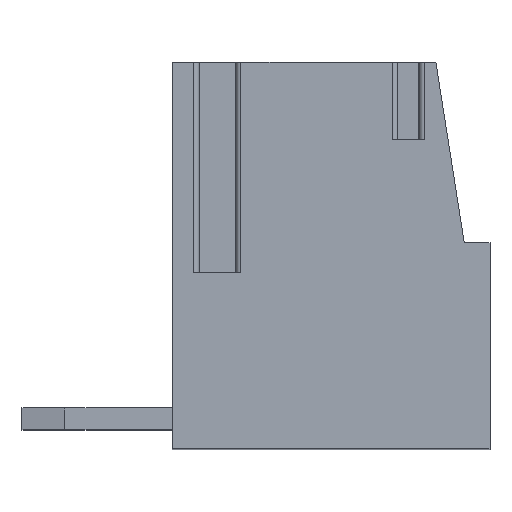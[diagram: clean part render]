
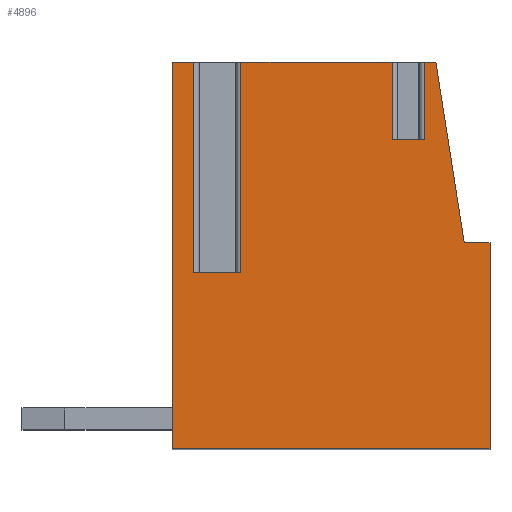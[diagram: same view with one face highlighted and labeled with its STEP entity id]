
A CAD part, top view. The second image highlights one B-rep face of the part: STEP entity #4896.
In plain terms, the highlighted planar face has unit normal (0, 0, 1).
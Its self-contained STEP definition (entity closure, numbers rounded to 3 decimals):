
#1541=DIRECTION('',(0.,1.,0.));
#1542=VECTOR('',#1541,1.8);
#1543=CARTESIAN_POINT('',(1.436,2.4,1.905));
#1544=LINE('',#1543,#1542);
#1545=DIRECTION('',(0.,1.,0.));
#1546=VECTOR('',#1545,1.8);
#1547=CARTESIAN_POINT('',(2.164,2.4,1.905));
#1548=LINE('',#1547,#1546);
#1549=DIRECTION('',(-1.,0.,0.));
#1550=VECTOR('',#1549,0.276);
#1551=CARTESIAN_POINT('',(2.44,4.2,1.905));
#1552=LINE('',#1551,#1550);
#1553=DIRECTION('',(-0.155,0.988,0.));
#1554=VECTOR('',#1553,4.252);
#1555=CARTESIAN_POINT('',(3.1,0.,1.905));
#1556=LINE('',#1555,#1554);
#1557=DIRECTION('',(-1.,0.,0.));
#1558=VECTOR('',#1557,0.6);
#1559=CARTESIAN_POINT('',(3.7,0.,1.905));
#1560=LINE('',#1559,#1558);
#1561=DIRECTION('',(0.,1.,0.));
#1562=VECTOR('',#1561,4.8);
#1563=CARTESIAN_POINT('',(3.7,-4.8,1.905));
#1564=LINE('',#1563,#1562);
#1565=DIRECTION('',(1.,0.,0.));
#1566=VECTOR('',#1565,7.4);
#1567=CARTESIAN_POINT('',(-3.7,-4.8,1.905));
#1568=LINE('',#1567,#1566);
#1569=DIRECTION('',(0.,-1.,0.));
#1570=VECTOR('',#1569,9.);
#1571=CARTESIAN_POINT('',(-3.7,4.2,1.905));
#1572=LINE('',#1571,#1570);
#1573=DIRECTION('',(-1.,0.,0.));
#1574=VECTOR('',#1573,0.504);
#1575=CARTESIAN_POINT('',(-3.196,4.2,1.905));
#1576=LINE('',#1575,#1574);
#1577=DIRECTION('',(0.,1.,0.));
#1578=VECTOR('',#1577,4.9);
#1579=CARTESIAN_POINT('',(-3.196,-0.7,1.905));
#1580=LINE('',#1579,#1578);
#1581=DIRECTION('',(-1.,0.,0.));
#1582=VECTOR('',#1581,1.093);
#1583=CARTESIAN_POINT('',(-2.104,-0.7,1.905));
#1584=LINE('',#1583,#1582);
#1585=DIRECTION('',(0.,1.,0.));
#1586=VECTOR('',#1585,4.9);
#1587=CARTESIAN_POINT('',(-2.104,-0.7,1.905));
#1588=LINE('',#1587,#1586);
#1589=DIRECTION('',(-1.,0.,0.));
#1590=VECTOR('',#1589,3.54);
#1591=CARTESIAN_POINT('',(1.436,4.2,1.905));
#1592=LINE('',#1591,#1590);
#1602=DIRECTION('',(1.,0.,0.));
#1603=VECTOR('',#1602,0.728);
#1604=CARTESIAN_POINT('',(1.436,2.4,1.905));
#1605=LINE('',#1604,#1603);
#2141=CARTESIAN_POINT('',(3.7,0.,1.905));
#2142=CARTESIAN_POINT('',(3.1,0.,1.905));
#2143=VERTEX_POINT('',#2141);
#2144=VERTEX_POINT('',#2142);
#2145=CARTESIAN_POINT('',(2.44,4.2,1.905));
#2146=VERTEX_POINT('',#2145);
#2147=CARTESIAN_POINT('',(-3.7,4.2,1.905));
#2148=CARTESIAN_POINT('',(-3.7,-4.8,1.905));
#2149=VERTEX_POINT('',#2147);
#2150=VERTEX_POINT('',#2148);
#2151=CARTESIAN_POINT('',(3.7,-4.8,1.905));
#2152=VERTEX_POINT('',#2151);
#2185=CARTESIAN_POINT('',(-2.104,-0.7,1.905));
#2186=CARTESIAN_POINT('',(-3.196,-0.7,1.905));
#2187=VERTEX_POINT('',#2185);
#2188=VERTEX_POINT('',#2186);
#2189=CARTESIAN_POINT('',(-3.196,4.2,1.905));
#2190=VERTEX_POINT('',#2189);
#2191=CARTESIAN_POINT('',(-2.104,4.2,1.905));
#2192=VERTEX_POINT('',#2191);
#2197=CARTESIAN_POINT('',(1.436,4.2,1.905));
#2198=VERTEX_POINT('',#2197);
#2200=CARTESIAN_POINT('',(2.164,4.2,1.905));
#2202=VERTEX_POINT('',#2200);
#2265=CARTESIAN_POINT('',(1.436,2.4,1.905));
#2266=VERTEX_POINT('',#2265);
#2268=CARTESIAN_POINT('',(2.164,2.4,1.905));
#2270=VERTEX_POINT('',#2268);
#4865=CARTESIAN_POINT('',(0.,0.,1.905));
#4866=DIRECTION('',(0.,0.,1.));
#4867=DIRECTION('',(1.,0.,0.));
#4868=AXIS2_PLACEMENT_3D('',#4865,#4866,#4867);
#4869=PLANE('',#4868);
#4871=ORIENTED_EDGE('',*,*,#4870,.F.);
#4873=ORIENTED_EDGE('',*,*,#4872,.T.);
#4875=ORIENTED_EDGE('',*,*,#4874,.T.);
#4876=ORIENTED_EDGE('',*,*,#2886,.F.);
#4878=ORIENTED_EDGE('',*,*,#4877,.F.);
#4880=ORIENTED_EDGE('',*,*,#4879,.F.);
#4882=ORIENTED_EDGE('',*,*,#4881,.F.);
#4884=ORIENTED_EDGE('',*,*,#4883,.F.);
#4885=ORIENTED_EDGE('',*,*,#4272,.F.);
#4886=ORIENTED_EDGE('',*,*,#2910,.F.);
#4888=ORIENTED_EDGE('',*,*,#4887,.F.);
#4890=ORIENTED_EDGE('',*,*,#4889,.F.);
#4892=ORIENTED_EDGE('',*,*,#4891,.T.);
#4893=ORIENTED_EDGE('',*,*,#2898,.F.);
#4894=EDGE_LOOP('',(#4871,#4873,#4875,#4876,#4878,#4880,#4882,#4884,#4885,#4886,
#4888,#4890,#4892,#4893));
#4895=FACE_OUTER_BOUND('',#4894,.F.);
#2886=EDGE_CURVE('',#2146,#2202,#1552,.T.);
#2898=EDGE_CURVE('',#2198,#2192,#1592,.T.);
#2910=EDGE_CURVE('',#2190,#2149,#1576,.T.);
#4272=EDGE_CURVE('',#2149,#2150,#1572,.T.);
#4870=EDGE_CURVE('',#2266,#2198,#1544,.T.);
#4872=EDGE_CURVE('',#2266,#2270,#1605,.T.);
#4874=EDGE_CURVE('',#2270,#2202,#1548,.T.);
#4877=EDGE_CURVE('',#2144,#2146,#1556,.T.);
#4879=EDGE_CURVE('',#2143,#2144,#1560,.T.);
#4881=EDGE_CURVE('',#2152,#2143,#1564,.T.);
#4883=EDGE_CURVE('',#2150,#2152,#1568,.T.);
#4887=EDGE_CURVE('',#2188,#2190,#1580,.T.);
#4889=EDGE_CURVE('',#2187,#2188,#1584,.T.);
#4891=EDGE_CURVE('',#2187,#2192,#1588,.T.);
#4896=ADVANCED_FACE('',(#4895),#4869,.T.);
